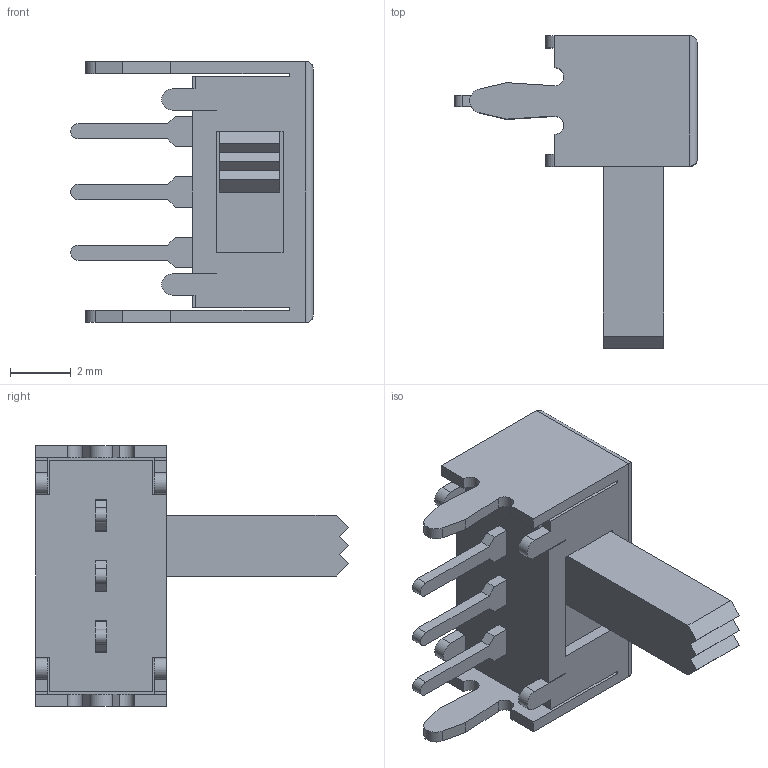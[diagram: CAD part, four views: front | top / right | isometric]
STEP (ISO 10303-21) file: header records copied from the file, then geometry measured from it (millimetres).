
FILE_DESCRIPTION( ( 'STEP AP214' ), '1' );
FILE_NAME( 'SK-12D07-G 6 NS PA.stp', '2021-04-28T11:54:34', ( 'License CC BY-ND 4.0' ), ( 'CADENAS' ), ' ', 'PARTsolutions', ' ' );
FILE_SCHEMA( ( 'AUTOMOTIVE_DESIGN { 1 0 10303 214 1 1 1 1 }' ) );
Length unit declared in the file: millimetre
Products named in the file (2): SK-12D07-G 6 NS PA; 1
Assembly tree (1 placements, depth 2):
  SK-12D07-G 6 NS PA
    1
Bounding box: 8 x 10.3 x 8.6 mm (x, y, z)
Volume: 137 mm3; surface area: 452.2 mm2
Topology: 1 solids, 1 shells, 145 faces, 413 edges, 272 vertices
Faces by surface type: plane 128, cylinder 17
Entity records: 4714 total; most frequent: CARTESIAN_POINT 868, ORIENTED_EDGE 826, DIRECTION 729, EDGE_CURVE 413, LINE 383, VECTOR 383, VERTEX_POINT 272, AXIS2_PLACEMENT_3D 173
